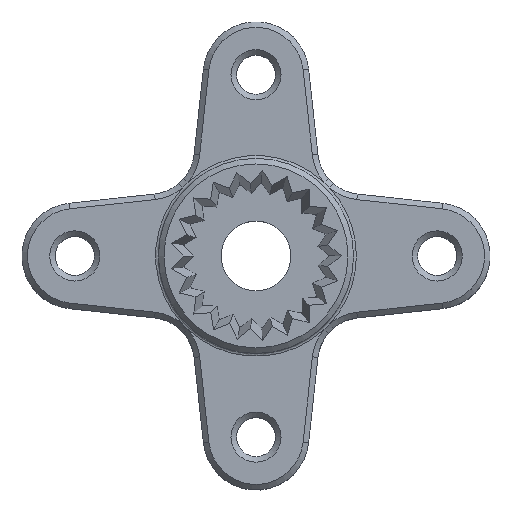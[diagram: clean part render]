
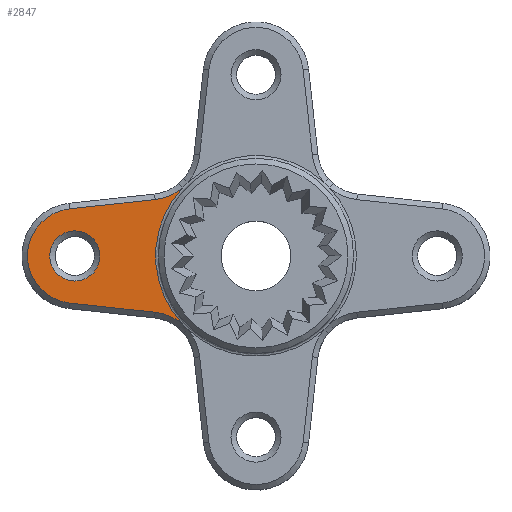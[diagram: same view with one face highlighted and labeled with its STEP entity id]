
A CAD part, top view. The second image highlights one B-rep face of the part: STEP entity #2847.
In plain terms, the highlighted planar face has unit normal (0, 0, 1).
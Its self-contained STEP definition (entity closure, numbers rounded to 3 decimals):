
#62=FACE_BOUND('',#486,.T.);
#168=PLANE('',#3072);
#305=FACE_OUTER_BOUND('',#485,.T.);
#485=EDGE_LOOP('',(#2467,#2468,#2469,#2470,#2471,#2472));
#486=EDGE_LOOP('',(#2473));
#803=LINE('',#4594,#1121);
#804=LINE('',#4597,#1122);
#1121=VECTOR('',#3748,10.);
#1122=VECTOR('',#3751,10.);
#1213=CIRCLE('',#3070,0.9);
#1215=CIRCLE('',#3073,1.8);
#1216=CIRCLE('',#3074,3.6);
#1217=CIRCLE('',#3075,1.8);
#1218=CIRCLE('',#3076,1.7);
#1438=VERTEX_POINT('',#4580);
#1440=VERTEX_POINT('',#4586);
#1441=VERTEX_POINT('',#4587);
#1442=VERTEX_POINT('',#4589);
#1443=VERTEX_POINT('',#4591);
#1444=VERTEX_POINT('',#4593);
#1445=VERTEX_POINT('',#4595);
#1789=EDGE_CURVE('',#1438,#1438,#1213,.T.);
#1792=EDGE_CURVE('',#1440,#1441,#1215,.T.);
#1793=EDGE_CURVE('',#1442,#1440,#1216,.T.);
#1794=EDGE_CURVE('',#1443,#1442,#1217,.T.);
#1795=EDGE_CURVE('',#1444,#1443,#803,.T.);
#1796=EDGE_CURVE('',#1445,#1444,#1218,.T.);
#1797=EDGE_CURVE('',#1441,#1445,#804,.T.);
#2467=ORIENTED_EDGE('',*,*,#1792,.F.);
#2468=ORIENTED_EDGE('',*,*,#1793,.F.);
#2469=ORIENTED_EDGE('',*,*,#1794,.F.);
#2470=ORIENTED_EDGE('',*,*,#1795,.F.);
#2471=ORIENTED_EDGE('',*,*,#1796,.F.);
#2472=ORIENTED_EDGE('',*,*,#1797,.F.);
#2473=ORIENTED_EDGE('',*,*,#1789,.F.);
#2847=ADVANCED_FACE('',(#305,#62),#168,.F.);
#3070=AXIS2_PLACEMENT_3D('',#4581,#3735,#3736);
#3072=AXIS2_PLACEMENT_3D('',#4585,#3740,#3741);
#3073=AXIS2_PLACEMENT_3D('',#4588,#3742,#3743);
#3074=AXIS2_PLACEMENT_3D('',#4590,#3744,#3745);
#3075=AXIS2_PLACEMENT_3D('',#4592,#3746,#3747);
#3076=AXIS2_PLACEMENT_3D('',#4596,#3749,#3750);
#3735=DIRECTION('center_axis',(0.,0.,1.));
#3736=DIRECTION('ref_axis',(-1.,0.,0.));
#3740=DIRECTION('center_axis',(0.,0.,-1.));
#3741=DIRECTION('ref_axis',(-1.,0.,0.));
#3742=DIRECTION('center_axis',(0.,0.,1.));
#3743=DIRECTION('ref_axis',(0.707,0.707,0.));
#3744=DIRECTION('center_axis',(0.,0.,1.));
#3745=DIRECTION('ref_axis',(-1.,0.,0.));
#3746=DIRECTION('center_axis',(0.,0.,1.));
#3747=DIRECTION('ref_axis',(0.707,-0.707,0.));
#3748=DIRECTION('',(0.994,0.108,0.));
#3749=DIRECTION('center_axis',(0.,0.,-1.));
#3750=DIRECTION('ref_axis',(-1.,0.,0.));
#3751=DIRECTION('',(-0.994,0.108,0.));
#4580=CARTESIAN_POINT('',(-5.6,0.,1.2));
#4581=CARTESIAN_POINT('Origin',(-6.5,0.,1.2));
#4585=CARTESIAN_POINT('Origin',(-4.34,0.,1.2));
#4586=CARTESIAN_POINT('',(-2.65,-2.437,1.2));
#4587=CARTESIAN_POINT('',(-3.618,-2.022,1.2));
#4588=CARTESIAN_POINT('Origin',(-3.812,-3.812,1.2));
#4589=CARTESIAN_POINT('',(-2.65,2.437,1.2));
#4590=CARTESIAN_POINT('Origin',(0.,0.,1.2));
#4591=CARTESIAN_POINT('',(-3.618,2.022,1.2));
#4592=CARTESIAN_POINT('Origin',(-3.812,3.812,1.2));
#4593=CARTESIAN_POINT('',(-6.683,1.69,1.2));
#4594=CARTESIAN_POINT('',(-2.403,2.154,1.2));
#4595=CARTESIAN_POINT('',(-6.683,-1.69,1.2));
#4596=CARTESIAN_POINT('Origin',(-6.5,0.,1.2));
#4597=CARTESIAN_POINT('',(-5.616,-1.806,1.2));
